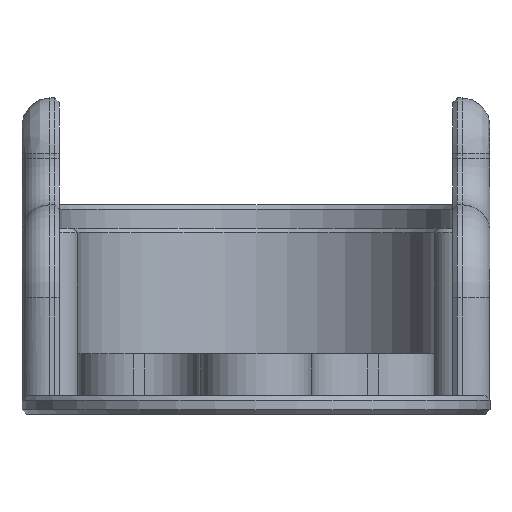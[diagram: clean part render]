
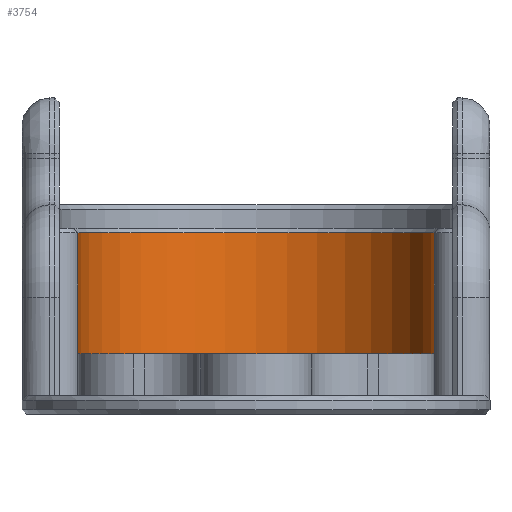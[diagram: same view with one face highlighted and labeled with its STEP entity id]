
A CAD part, front view. The second image highlights one B-rep face of the part: STEP entity #3754.
In plain terms, the highlighted cylindrical face has radius 19.15 mm (diameter 38.3 mm), a partial arc.
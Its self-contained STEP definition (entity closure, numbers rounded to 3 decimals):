
#166=CIRCLE('',#3852,19.15);
#174=CIRCLE('',#3866,19.15);
#345=CYLINDRICAL_SURFACE('',#4128,19.15);
#546=FACE_OUTER_BOUND('',#821,.T.);
#821=EDGE_LOOP('',(#3447,#3448,#3449,#3450));
#1165=LINE('',#6316,#1515);
#1178=LINE('',#6345,#1528);
#1515=VECTOR('',#5152,10.);
#1528=VECTOR('',#5197,10.);
#1620=VERTEX_POINT('',#5519);
#1622=VERTEX_POINT('',#5525);
#1634=VERTEX_POINT('',#5562);
#1635=VERTEX_POINT('',#5564);
#1989=EDGE_CURVE('',#1622,#1620,#166,.T.);
#2006=EDGE_CURVE('',#1634,#1635,#174,.T.);
#2382=EDGE_CURVE('',#1635,#1622,#1165,.T.);
#2395=EDGE_CURVE('',#1634,#1620,#1178,.T.);
#3447=ORIENTED_EDGE('',*,*,#1989,.F.);
#3448=ORIENTED_EDGE('',*,*,#2382,.F.);
#3449=ORIENTED_EDGE('',*,*,#2006,.F.);
#3450=ORIENTED_EDGE('',*,*,#2395,.T.);
#3754=ADVANCED_FACE('',(#546),#345,.F.);
#3852=AXIS2_PLACEMENT_3D('',#5527,#4353,#4354);
#3866=AXIS2_PLACEMENT_3D('',#5565,#4389,#4390);
#4128=AXIS2_PLACEMENT_3D('',#6347,#5199,#5200);
#4353=DIRECTION('center_axis',(0.,0.,
-1.));
#4354=DIRECTION('ref_axis',(1.,0.,0.));
#4389=DIRECTION('center_axis',(0.,0.,
1.));
#4390=DIRECTION('ref_axis',(1.,0.,0.));
#5152=DIRECTION('',(0.,0.,1.));
#5197=DIRECTION('',(0.,0.,1.));
#5199=DIRECTION('center_axis',(0.,0.,1.));
#5200=DIRECTION('ref_axis',(1.,0.,0.));
#5519=CARTESIAN_POINT('',(19.15,0.,17.5));
#5525=CARTESIAN_POINT('',(-19.15,0.,17.5));
#5527=CARTESIAN_POINT('Origin',(0.,0.,
17.5));
#5562=CARTESIAN_POINT('',(19.15,0.,0.));
#5564=CARTESIAN_POINT('',(-19.15,0.,0.));
#5565=CARTESIAN_POINT('Origin',(0.,0.,
0.));
#6316=CARTESIAN_POINT('',(-19.15,0.,0.));
#6345=CARTESIAN_POINT('',(19.15,0.,0.));
#6347=CARTESIAN_POINT('Origin',(0.,0.,
0.));
